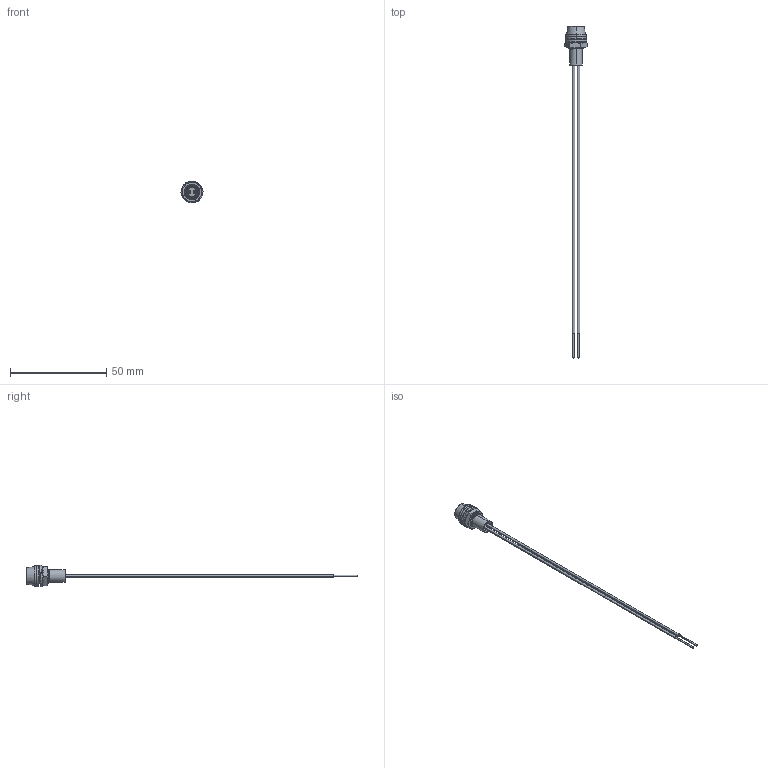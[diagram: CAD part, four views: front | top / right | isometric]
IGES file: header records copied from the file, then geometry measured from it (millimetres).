
Start section: SolidWorks IGES file using analytic representation for surfaces
Global section: file name: PMRL200W WT Series.IGS; native system: SolidWorks 2021; preprocessor: SolidWorks 2021; author: asanchez; date: 211201.112705; units: millimetre
Bounding box: 11.52 x 172.7 x 11.18 mm (x, y, z)
Surface area: 4834.8 mm2 (no closed solid volume)
Topology: 0 solids, 0 shells, 154 faces, 1993 edges, 1991 vertices
Faces by surface type: revolution 87, bspline 67
